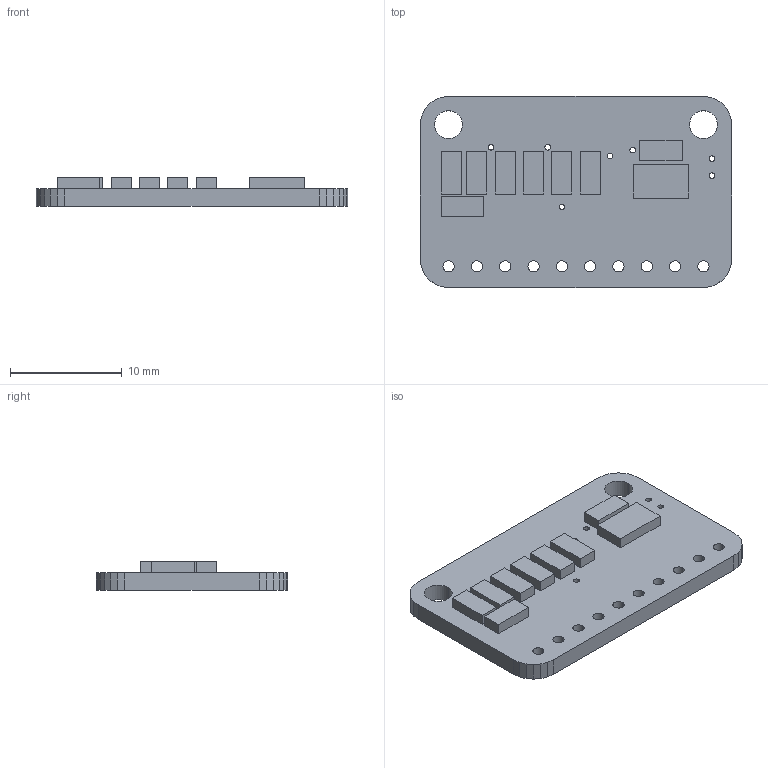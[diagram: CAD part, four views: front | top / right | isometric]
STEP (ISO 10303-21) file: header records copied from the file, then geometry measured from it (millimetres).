
FILE_DESCRIPTION (( 'STEP AP214' ), '1' );
FILE_NAME ('User Library-ads1115_16bit_i2c_adc.STEP', '2020-07-21T00:19:49', ( '' ), ( '' ), 'SwSTEP 2.0', 'SolidWorks 2020', '' );
FILE_SCHEMA (( 'AUTOMOTIVE_DESIGN' ));
Length unit declared in the file: inch
Products named in the file (1): User Library-ads1115_16bit_i2c_adc
Bounding box: 27.94 x 17.14 x 2.6 mm (x, y, z)
Volume: 796.7 mm3; surface area: 1384.2 mm2
Topology: 10 solids, 10 shells, 122 faces, 306 edges, 204 vertices
Faces by surface type: plane 84, cylinder 38
Entity records: 5447 total; most frequent: CARTESIAN_POINT 633, DIRECTION 628, ORIENTED_EDGE 612, EDGE_CURVE 306, LINE 230, VECTOR 230, VERTEX_POINT 204, AXIS2_PLACEMENT_3D 199
